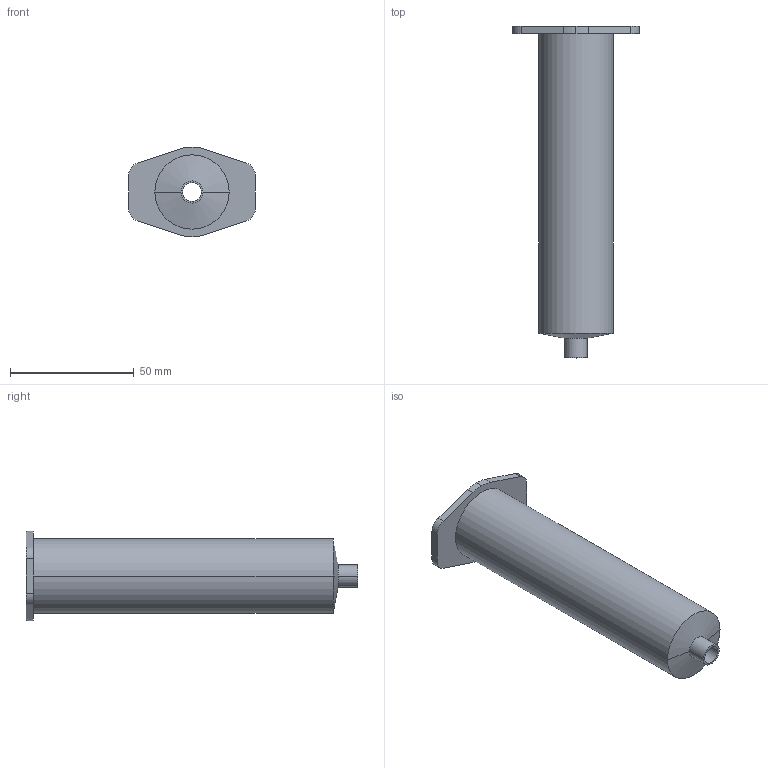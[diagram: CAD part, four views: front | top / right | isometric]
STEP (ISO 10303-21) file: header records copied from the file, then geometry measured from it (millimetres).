
FILE_DESCRIPTION (( 'STEP AP214' ), '1' );
FILE_NAME ('Syringe.STEP', '2024-06-20T07:58:48', ( '' ), ( '' ), 'SwSTEP 2.0', 'SolidWorks 2024', '' );
FILE_SCHEMA (( 'AUTOMOTIVE_DESIGN' ));
Length unit declared in the file: millimetre
Products named in the file (1): Syringe
Bounding box: 51 x 134 x 36.27 mm (x, y, z)
Volume: 14388 mm3; surface area: 26020.3 mm2
Topology: 1 solids, 1 shells, 28 faces, 67 edges, 42 vertices
Faces by surface type: cylinder 15, plane 9, cone 4
Entity records: 844 total; most frequent: DIRECTION 155, CARTESIAN_POINT 138, ORIENTED_EDGE 134, EDGE_CURVE 67, AXIS2_PLACEMENT_3D 59, VERTEX_POINT 42, VECTOR 37, LINE 37
